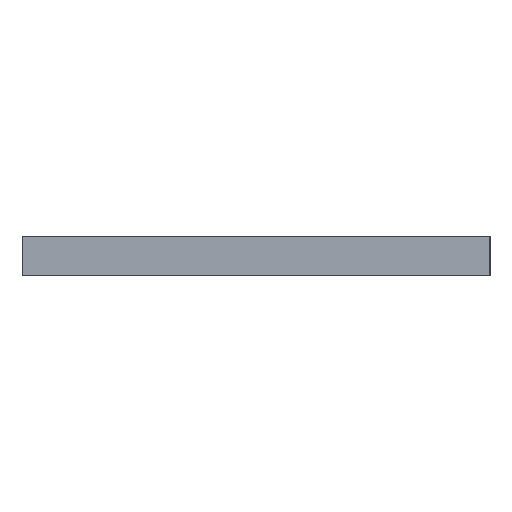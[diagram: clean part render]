
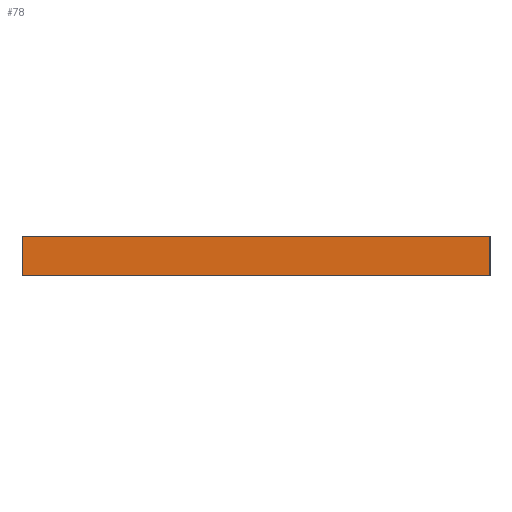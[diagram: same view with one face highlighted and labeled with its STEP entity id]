
A CAD part, left-side view. The second image highlights one B-rep face of the part: STEP entity #78.
In plain terms, the highlighted planar face has unit normal (-1, 0, 0).
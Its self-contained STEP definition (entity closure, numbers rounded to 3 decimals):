
#78 = ADVANCED_FACE( '', ( #665 ), #666, .F. );
#665 = FACE_OUTER_BOUND( '', #2117, .T. );
#666 = PLANE( '', #2118 );
#2117 = EDGE_LOOP( '', ( #3581, #3582, #3583, #3584 ) );
#2118 = AXIS2_PLACEMENT_3D( '', #3585, #3586, #3587 );
#3581 = ORIENTED_EDGE( '', *, *, #5620, .T. );
#3582 = ORIENTED_EDGE( '', *, *, #5627, .F. );
#3583 = ORIENTED_EDGE( '', *, *, #5628, .F. );
#3584 = ORIENTED_EDGE( '', *, *, #5629, .T. );
#3585 = CARTESIAN_POINT( '', ( -600., 300., 50. ) );
#3586 = DIRECTION( '', ( 1., 0., 0. ) );
#3587 = DIRECTION( '', ( 0., 0., -1. ) );
#5620 = EDGE_CURVE( '', #6496, #6497, #6498, .T. );
#5627 = EDGE_CURVE( '', #6508, #6497, #6510, .T. );
#5628 = EDGE_CURVE( '', #6511, #6508, #6512, .T. );
#5629 = EDGE_CURVE( '', #6511, #6496, #6513, .T. );
#6496 = VERTEX_POINT( '', #7668 );
#6497 = VERTEX_POINT( '', #7669 );
#6498 = LINE( '', #7670, #7671 );
#6508 = VERTEX_POINT( '', #7685 );
#6510 = LINE( '', #7688, #7689 );
#6511 = VERTEX_POINT( '', #7690 );
#6512 = LINE( '', #7691, #7692 );
#6513 = LINE( '', #7693, #7694 );
#7668 = CARTESIAN_POINT( '', ( -600., 300., 0. ) );
#7669 = CARTESIAN_POINT( '', ( -600., -300., 0. ) );
#7670 = CARTESIAN_POINT( '', ( -600., 300., 0. ) );
#7671 = VECTOR( '', #9140, 1000. );
#7685 = CARTESIAN_POINT( '', ( -600., -300., 50. ) );
#7688 = CARTESIAN_POINT( '', ( -600., -300., 50. ) );
#7689 = VECTOR( '', #9149, 1000. );
#7690 = CARTESIAN_POINT( '', ( -600., 300., 50. ) );
#7691 = CARTESIAN_POINT( '', ( -600., 300., 50. ) );
#7692 = VECTOR( '', #9150, 1000. );
#7693 = CARTESIAN_POINT( '', ( -600., 300., 50. ) );
#7694 = VECTOR( '', #9151, 1000. );
#9140 = DIRECTION( '', ( 0., -1., 0. ) );
#9149 = DIRECTION( '', ( 0., 0., -1. ) );
#9150 = DIRECTION( '', ( 0., -1., 0. ) );
#9151 = DIRECTION( '', ( 0., 0., -1. ) );
